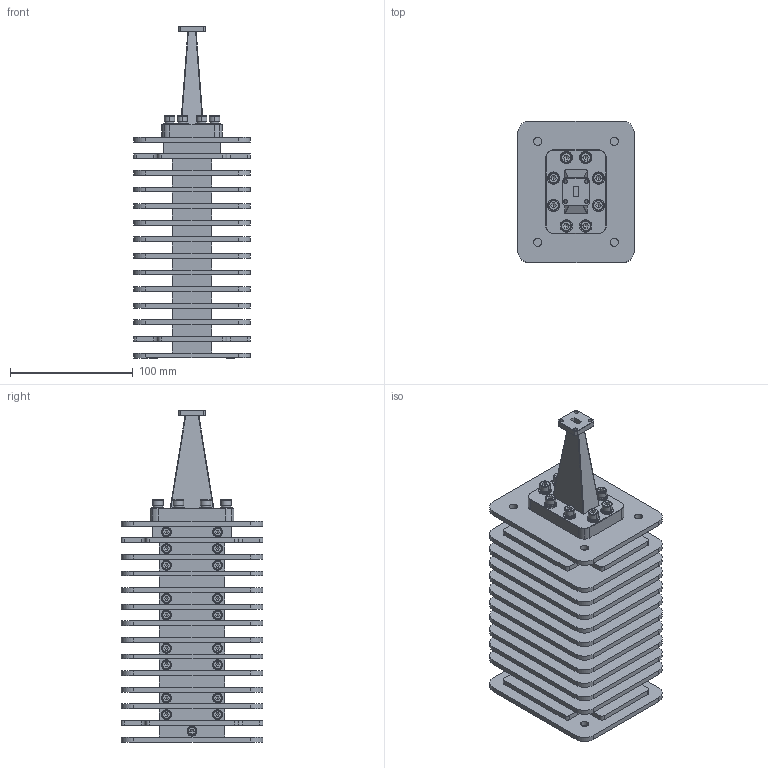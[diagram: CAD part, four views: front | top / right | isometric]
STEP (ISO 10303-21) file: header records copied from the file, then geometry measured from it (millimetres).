
FILE_DESCRIPTION (( 'STEP AP203' ), '1' );
FILE_NAME ('SWL-3457-S8.STEP', '2021-04-27T19:45:10', ( '' ), ( '' ), 'SwSTEP 2.0', 'SolidWorks 2021', '' );
FILE_SCHEMA (( 'CONFIG_CONTROL_DESIGN' ));
Length unit declared in the file: inch
Products named in the file (1): SWL-3457-S8
Bounding box: 95 x 115 x 270 mm (x, y, z)
Volume: 875120.9 mm3; surface area: 321239.7 mm2
Topology: 1 solids, 34 shells, 1422 faces, 3755 edges, 2384 vertices
Faces by surface type: plane 651, cylinder 498, cone 176, torus 97
Entity records: 43823 total; most frequent: CARTESIAN_POINT 8678, DIRECTION 7636, ORIENTED_EDGE 7270, EDGE_CURVE 3635, AXIS2_PLACEMENT_3D 2894, VERTEX_POINT 2384, VECTOR 1848, LINE 1848
